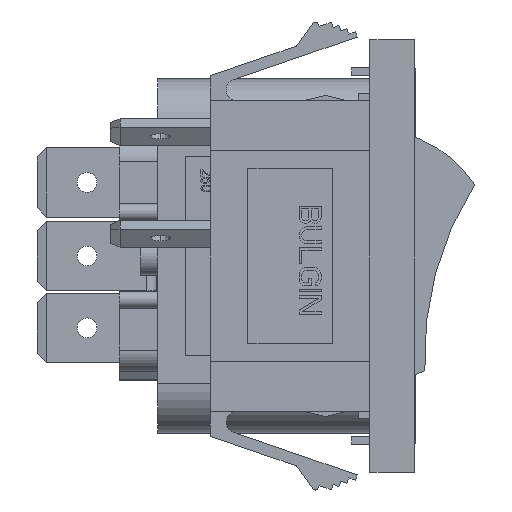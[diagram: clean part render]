
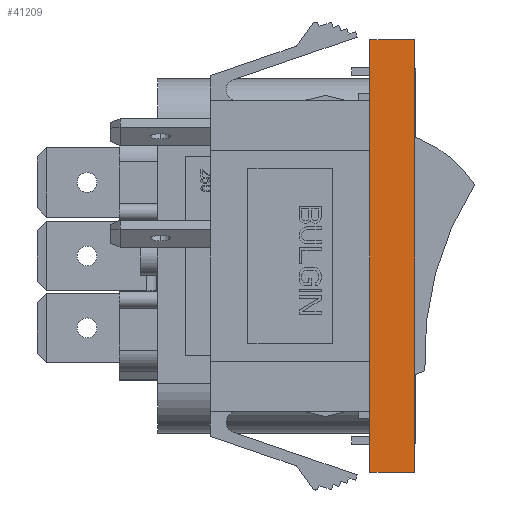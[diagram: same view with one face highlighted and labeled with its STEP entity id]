
A CAD part, front view. The second image highlights one B-rep face of the part: STEP entity #41209.
In plain terms, the highlighted planar face has unit normal (0, -1, 0).
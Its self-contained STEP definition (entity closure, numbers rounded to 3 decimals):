
#848 = CARTESIAN_POINT ( 'NONE',  ( 4.064, -29.21, 19.525 ) ) ;
#1857 = LINE ( 'NONE', #848, #29354 ) ;
#2955 = EDGE_CURVE ( 'NONE', #44349, #43479, #1857, .T. ) ;
#6133 = VERTEX_POINT ( 'NONE', #11874 ) ;
#6200 = VECTOR ( 'NONE', #6530, 1000. ) ;
#6530 = DIRECTION ( 'NONE',  ( 1., 0., 0.009 ) ) ;
#7452 = CARTESIAN_POINT ( 'NONE',  ( 4.064, -29.21, -19.525 ) ) ;
#9574 = DIRECTION ( 'NONE',  ( 0., 0., -1. ) ) ;
#10054 = LINE ( 'NONE', #21392, #42350 ) ;
#11159 = EDGE_LOOP ( 'NONE', ( #33505, #26071, #40914, #19008 ) ) ;
#11874 = CARTESIAN_POINT ( 'NONE',  ( 0., -29.21, -19.56 ) ) ;
#14242 = FACE_OUTER_BOUND ( 'NONE', #11159, .T. ) ;
#17783 = DIRECTION ( 'NONE',  ( 1., 0., -0.009 ) ) ;
#19008 = ORIENTED_EDGE ( 'NONE', *, *, #36082, .T. ) ;
#21392 = CARTESIAN_POINT ( 'NONE',  ( 0., -29.21, 19.56 ) ) ;
#23676 = VERTEX_POINT ( 'NONE', #33638 ) ;
#25548 = CARTESIAN_POINT ( 'NONE',  ( 0., -29.21, 19.56 ) ) ;
#26071 = ORIENTED_EDGE ( 'NONE', *, *, #2955, .F. ) ;
#26095 = CARTESIAN_POINT ( 'NONE',  ( 0., -29.21, 19.56 ) ) ;
#26600 = PLANE ( 'NONE',  #44439 ) ;
#29354 = VECTOR ( 'NONE', #9574, 1000. ) ;
#30723 = DIRECTION ( 'NONE',  ( 0., -1., 0. ) ) ;
#33505 = ORIENTED_EDGE ( 'NONE', *, *, #48029, .T. ) ;
#33638 = CARTESIAN_POINT ( 'NONE',  ( 0., -29.21, 19.56 ) ) ;
#34079 = CARTESIAN_POINT ( 'NONE',  ( 0., -29.21, -19.56 ) ) ;
#34629 = CARTESIAN_POINT ( 'NONE',  ( 4.064, -29.21, 19.525 ) ) ;
#36082 = EDGE_CURVE ( 'NONE', #23676, #6133, #37384, .T. ) ;
#37177 = LINE ( 'NONE', #34079, #6200 ) ;
#37384 = LINE ( 'NONE', #25548, #47543 ) ;
#40914 = ORIENTED_EDGE ( 'NONE', *, *, #46218, .F. ) ;
#41209 = ADVANCED_FACE ( 'NONE', ( #14242 ), #26600, .T. ) ;
#42350 = VECTOR ( 'NONE', #17783, 1000. ) ;
#43479 = VERTEX_POINT ( 'NONE', #7452 ) ;
#44349 = VERTEX_POINT ( 'NONE', #34629 ) ;
#44439 = AXIS2_PLACEMENT_3D ( 'NONE', #26095, #30723, #45924 ) ;
#45924 = DIRECTION ( 'NONE',  ( 0., 0., -1. ) ) ;
#46218 = EDGE_CURVE ( 'NONE', #23676, #44349, #10054, .T. ) ;
#47543 = VECTOR ( 'NONE', #48975, 1000. ) ;
#48029 = EDGE_CURVE ( 'NONE', #6133, #43479, #37177, .T. ) ;
#48975 = DIRECTION ( 'NONE',  ( 0., 0., -1. ) ) ;
